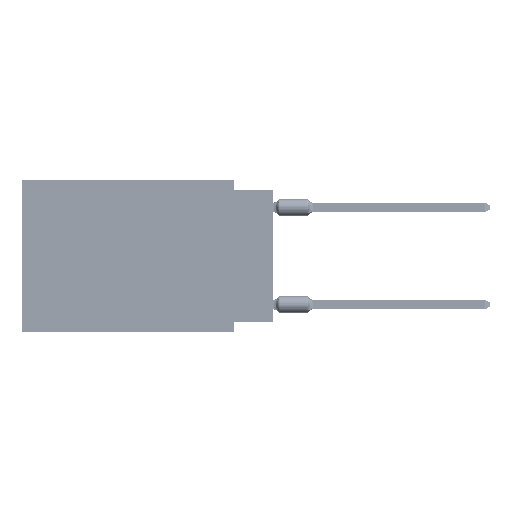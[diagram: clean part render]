
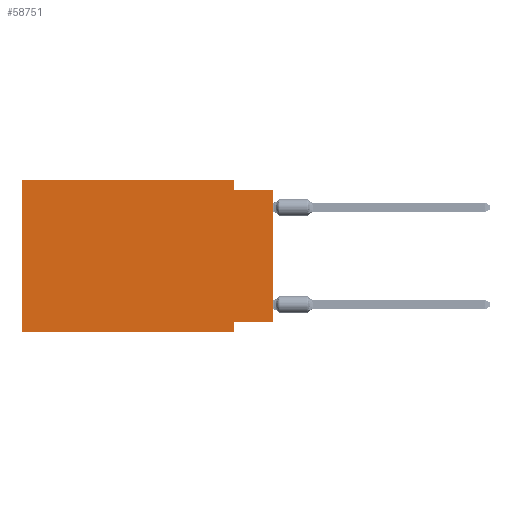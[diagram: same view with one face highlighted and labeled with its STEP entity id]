
A CAD part, left-side view. The second image highlights one B-rep face of the part: STEP entity #58751.
In plain terms, the highlighted planar face has unit normal (-1, 0, 0).
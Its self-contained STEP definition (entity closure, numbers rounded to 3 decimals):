
#900 = DIRECTION ( 'NONE',  ( 0., 0., 1. ) ) ;
#2893 = VERTEX_POINT ( 'NONE', #36836 ) ;
#3095 = CARTESIAN_POINT ( 'NONE',  ( 0., 16.383, -9.906 ) ) ;
#3368 = VERTEX_POINT ( 'NONE', #3949 ) ;
#3949 = CARTESIAN_POINT ( 'NONE',  ( 0., 16.383, 0. ) ) ;
#4152 = DIRECTION ( 'NONE',  ( 0., -1., 0. ) ) ;
#4948 = DIRECTION ( 'NONE',  ( 1., 0., 0. ) ) ;
#5359 = CARTESIAN_POINT ( 'NONE',  ( 0., 2.54, 0. ) ) ;
#6087 = LINE ( 'NONE', #21427, #29862 ) ;
#6722 = ORIENTED_EDGE ( 'NONE', *, *, #63047, .F. ) ;
#7585 = ORIENTED_EDGE ( 'NONE', *, *, #64505, .F. ) ;
#9837 = PLANE ( 'NONE',  #27754 ) ;
#10530 = VECTOR ( 'NONE', #24371, 1000. ) ;
#11069 = ORIENTED_EDGE ( 'NONE', *, *, #53329, .F. ) ;
#20203 = VERTEX_POINT ( 'NONE', #66776 ) ;
#21012 = ORIENTED_EDGE ( 'NONE', *, *, #58616, .F. ) ;
#21427 = CARTESIAN_POINT ( 'NONE',  ( 0., 2.54, 0. ) ) ;
#23626 = VECTOR ( 'NONE', #4152, 1000. ) ;
#23783 = CARTESIAN_POINT ( 'NONE',  ( 0., 2.54, -9.271 ) ) ;
#24371 = DIRECTION ( 'NONE',  ( 0., -1., 0. ) ) ;
#24724 = LINE ( 'NONE', #3095, #10530 ) ;
#26188 = ORIENTED_EDGE ( 'NONE', *, *, #32639, .F. ) ;
#26699 = ORIENTED_EDGE ( 'NONE', *, *, #34397, .F. ) ;
#27754 = AXIS2_PLACEMENT_3D ( 'NONE', #62217, #4948, #56980 ) ;
#28049 = DIRECTION ( 'NONE',  ( 0., 0., -1. ) ) ;
#28717 = CARTESIAN_POINT ( 'NONE',  ( 0., 0., -9.271 ) ) ;
#29862 = VECTOR ( 'NONE', #28049, 1000. ) ;
#30350 = CARTESIAN_POINT ( 'NONE',  ( 0., 0., -0.635 ) ) ;
#30786 = FACE_OUTER_BOUND ( 'NONE', #68079, .T. ) ;
#30857 = DIRECTION ( 'NONE',  ( 0., 0., -1. ) ) ;
#32639 = EDGE_CURVE ( 'NONE', #47527, #58742, #6087, .T. ) ;
#32809 = LINE ( 'NONE', #59687, #64778 ) ;
#33699 = VERTEX_POINT ( 'NONE', #45308 ) ;
#34191 = DIRECTION ( 'NONE',  ( 0., -1., 0. ) ) ;
#34397 = EDGE_CURVE ( 'NONE', #47770, #40524, #62631, .T. ) ;
#36836 = CARTESIAN_POINT ( 'NONE',  ( 0., 0., -0.635 ) ) ;
#37471 = CARTESIAN_POINT ( 'NONE',  ( 0., 16.383, 0. ) ) ;
#40524 = VERTEX_POINT ( 'NONE', #56878 ) ;
#40915 = CARTESIAN_POINT ( 'NONE',  ( 0., 2.54, -0.635 ) ) ;
#41155 = LINE ( 'NONE', #30350, #23626 ) ;
#43349 = VECTOR ( 'NONE', #49663, 1000. ) ;
#43495 = LINE ( 'NONE', #48727, #66753 ) ;
#43642 = DIRECTION ( 'NONE',  ( 0., 0., 1. ) ) ;
#44317 = EDGE_CURVE ( 'NONE', #20203, #2893, #43495, .T. ) ;
#45308 = CARTESIAN_POINT ( 'NONE',  ( 0., 16.383, -9.906 ) ) ;
#47527 = VERTEX_POINT ( 'NONE', #5359 ) ;
#47770 = VERTEX_POINT ( 'NONE', #23783 ) ;
#48727 = CARTESIAN_POINT ( 'NONE',  ( 0., 0., 0. ) ) ;
#48759 = ORIENTED_EDGE ( 'NONE', *, *, #68774, .T. ) ;
#49663 = DIRECTION ( 'NONE',  ( 0., 1., 0. ) ) ;
#53329 = EDGE_CURVE ( 'NONE', #3368, #47527, #59118, .T. ) ;
#56645 = VECTOR ( 'NONE', #34191, 1000. ) ;
#56761 = VECTOR ( 'NONE', #30857, 1000. ) ;
#56878 = CARTESIAN_POINT ( 'NONE',  ( 0., 2.54, -9.906 ) ) ;
#56980 = DIRECTION ( 'NONE',  ( 0., 0., -1. ) ) ;
#58069 = CARTESIAN_POINT ( 'NONE',  ( 0., 2.54, -9.906 ) ) ;
#58616 = EDGE_CURVE ( 'NONE', #20203, #47770, #67108, .T. ) ;
#58742 = VERTEX_POINT ( 'NONE', #40915 ) ;
#58751 = ADVANCED_FACE ( 'NONE', ( #30786 ), #9837, .F. ) ;
#58914 = ORIENTED_EDGE ( 'NONE', *, *, #44317, .T. ) ;
#59118 = LINE ( 'NONE', #37471, #56645 ) ;
#59687 = CARTESIAN_POINT ( 'NONE',  ( 0., 16.383, 0. ) ) ;
#62217 = CARTESIAN_POINT ( 'NONE',  ( 0., 16.383, 0. ) ) ;
#62631 = LINE ( 'NONE', #58069, #56761 ) ;
#63047 = EDGE_CURVE ( 'NONE', #33699, #3368, #32809, .T. ) ;
#64505 = EDGE_CURVE ( 'NONE', #58742, #2893, #41155, .T. ) ;
#64778 = VECTOR ( 'NONE', #43642, 1000. ) ;
#66753 = VECTOR ( 'NONE', #900, 1000. ) ;
#66776 = CARTESIAN_POINT ( 'NONE',  ( 0., 0., -9.271 ) ) ;
#67108 = LINE ( 'NONE', #28717, #43349 ) ;
#68079 = EDGE_LOOP ( 'NONE', ( #58914, #7585, #26188, #11069, #6722, #48759, #26699, #21012 ) ) ;
#68774 = EDGE_CURVE ( 'NONE', #33699, #40524, #24724, .T. ) ;
